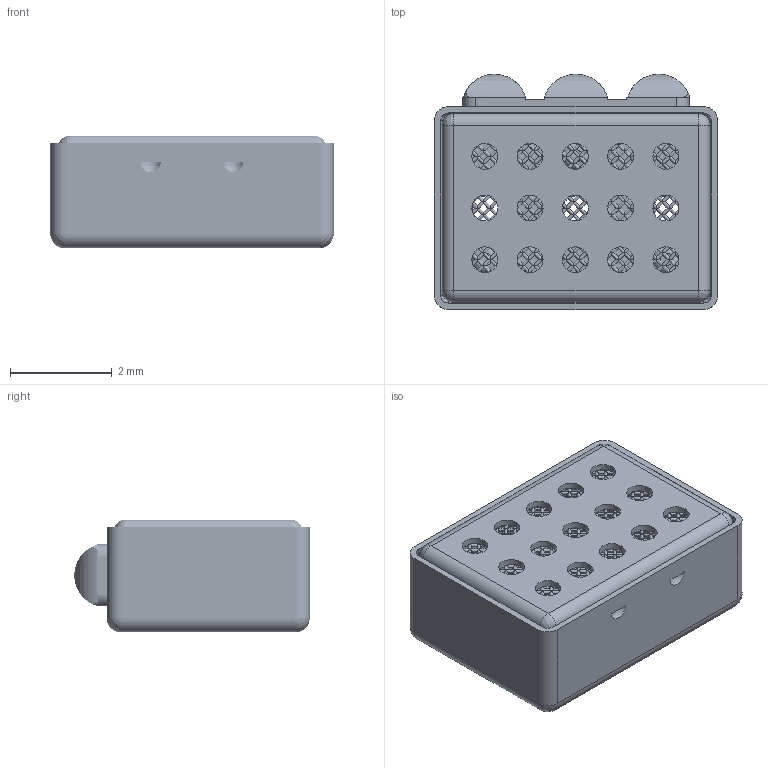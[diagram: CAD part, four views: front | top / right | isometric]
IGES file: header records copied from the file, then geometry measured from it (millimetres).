
Start section:  PTC IGES file: nr-23158-000_sw.igs
Global section: file name: nr-23158-000_sw.igs; native system: Pro/ENGINEER by Parametric Technology Corporation; preprocessor: 2005070; author: DSchaefe; organization: Unknown; date: 051209.155057; units: inch
Bounding box: 5.56 x 4.62 x 2.21 mm (x, y, z)
Volume: 12.1 mm3; surface area: 193.8 mm2
Topology: 2 solids, 2 shells, 2107 faces, 5996 edges, 3128 vertices
Faces by surface type: revolution 1948, bspline 159
